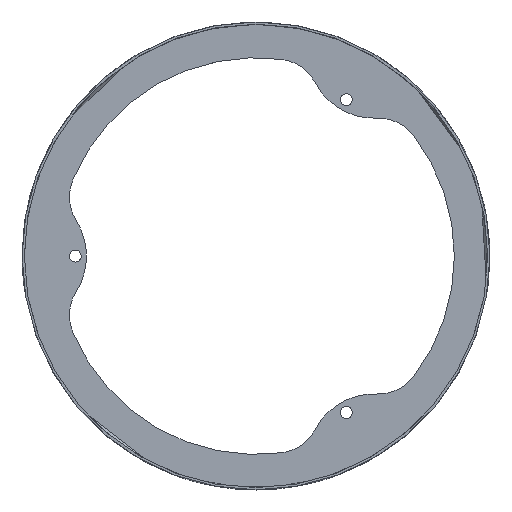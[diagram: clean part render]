
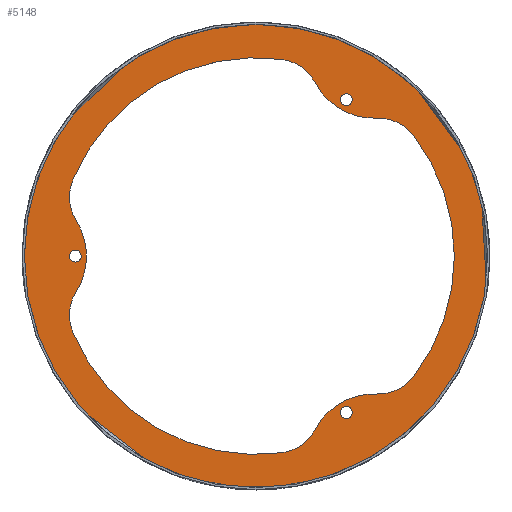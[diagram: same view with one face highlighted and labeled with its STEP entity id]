
A CAD part, top view. The second image highlights one B-rep face of the part: STEP entity #5148.
In plain terms, the highlighted planar face has unit normal (0, 0, 1).
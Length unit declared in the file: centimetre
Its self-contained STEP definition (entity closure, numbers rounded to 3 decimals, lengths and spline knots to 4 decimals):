
#142=FACE_BOUND('',#735,.T.);
#143=FACE_BOUND('',#736,.T.);
#144=FACE_BOUND('',#737,.T.);
#145=FACE_BOUND('',#738,.T.);
#390=FACE_OUTER_BOUND('',#734,.T.);
#734=EDGE_LOOP('',(#4652));
#735=EDGE_LOOP('',(#4653));
#736=EDGE_LOOP('',(#4654,#4655,#4656,#4657,#4658,#4659,#4660,#4661,#4662,
#4663,#4664,#4665));
#737=EDGE_LOOP('',(#4666));
#738=EDGE_LOOP('',(#4667));
#988=CIRCLE('',#5622,4.);
#990=CIRCLE('',#5625,4.);
#993=CIRCLE('',#5629,30.);
#995=CIRCLE('',#5632,45.);
#997=CIRCLE('',#5635,30.);
#999=CIRCLE('',#5638,134.);
#1001=CIRCLE('',#5641,30.);
#1003=CIRCLE('',#5644,45.);
#1005=CIRCLE('',#5647,30.);
#1007=CIRCLE('',#5650,134.);
#1009=CIRCLE('',#5653,30.);
#1011=CIRCLE('',#5656,45.);
#1013=CIRCLE('',#5659,30.);
#1015=CIRCLE('',#5662,134.);
#1016=CIRCLE('',#5664,4.);
#1018=CIRCLE('',#5667,156.5);
#2420=VERTEX_POINT('',#8569);
#2422=VERTEX_POINT('',#8575);
#2426=VERTEX_POINT('',#8584);
#2427=VERTEX_POINT('',#8586);
#2429=VERTEX_POINT('',#8592);
#2431=VERTEX_POINT('',#8598);
#2433=VERTEX_POINT('',#8604);
#2435=VERTEX_POINT('',#8610);
#2437=VERTEX_POINT('',#8616);
#2439=VERTEX_POINT('',#8622);
#2441=VERTEX_POINT('',#8628);
#2443=VERTEX_POINT('',#8634);
#2445=VERTEX_POINT('',#8640);
#2447=VERTEX_POINT('',#8646);
#2448=VERTEX_POINT('',#8653);
#2450=VERTEX_POINT('',#8659);
#3148=EDGE_CURVE('',#2420,#2420,#988,.T.);
#3151=EDGE_CURVE('',#2422,#2422,#990,.T.);
#3156=EDGE_CURVE('',#2427,#2426,#993,.T.);
#3159=EDGE_CURVE('',#2429,#2427,#995,.T.);
#3162=EDGE_CURVE('',#2431,#2429,#997,.T.);
#3165=EDGE_CURVE('',#2433,#2431,#999,.T.);
#3168=EDGE_CURVE('',#2435,#2433,#1001,.T.);
#3171=EDGE_CURVE('',#2437,#2435,#1003,.T.);
#3174=EDGE_CURVE('',#2439,#2437,#1005,.T.);
#3177=EDGE_CURVE('',#2441,#2439,#1007,.T.);
#3180=EDGE_CURVE('',#2443,#2441,#1009,.T.);
#3183=EDGE_CURVE('',#2445,#2443,#1011,.T.);
#3186=EDGE_CURVE('',#2447,#2445,#1013,.T.);
#3189=EDGE_CURVE('',#2426,#2447,#1015,.T.);
#3190=EDGE_CURVE('',#2448,#2448,#1016,.T.);
#3193=EDGE_CURVE('',#2450,#2450,#1018,.T.);
#4652=ORIENTED_EDGE('',*,*,#3193,.T.);
#4653=ORIENTED_EDGE('',*,*,#3190,.T.);
#4654=ORIENTED_EDGE('',*,*,#3189,.T.);
#4655=ORIENTED_EDGE('',*,*,#3186,.T.);
#4656=ORIENTED_EDGE('',*,*,#3183,.T.);
#4657=ORIENTED_EDGE('',*,*,#3180,.T.);
#4658=ORIENTED_EDGE('',*,*,#3177,.T.);
#4659=ORIENTED_EDGE('',*,*,#3174,.T.);
#4660=ORIENTED_EDGE('',*,*,#3171,.T.);
#4661=ORIENTED_EDGE('',*,*,#3168,.T.);
#4662=ORIENTED_EDGE('',*,*,#3165,.T.);
#4663=ORIENTED_EDGE('',*,*,#3162,.T.);
#4664=ORIENTED_EDGE('',*,*,#3159,.T.);
#4665=ORIENTED_EDGE('',*,*,#3156,.T.);
#4666=ORIENTED_EDGE('',*,*,#3151,.T.);
#4667=ORIENTED_EDGE('',*,*,#3148,.T.);
#4906=PLANE('',#5669);
#5148=ADVANCED_FACE('',(#390,#142,#143,#144,#145),#4906,.T.);
#5622=AXIS2_PLACEMENT_3D('',#8570,#7065,#7066);
#5625=AXIS2_PLACEMENT_3D('',#8576,#7072,#7073);
#5629=AXIS2_PLACEMENT_3D('',#8587,#7082,#7083);
#5632=AXIS2_PLACEMENT_3D('',#8593,#7089,#7090);
#5635=AXIS2_PLACEMENT_3D('',#8599,#7096,#7097);
#5638=AXIS2_PLACEMENT_3D('',#8605,#7103,#7104);
#5641=AXIS2_PLACEMENT_3D('',#8611,#7110,#7111);
#5644=AXIS2_PLACEMENT_3D('',#8617,#7117,#7118);
#5647=AXIS2_PLACEMENT_3D('',#8623,#7124,#7125);
#5650=AXIS2_PLACEMENT_3D('',#8629,#7131,#7132);
#5653=AXIS2_PLACEMENT_3D('',#8635,#7138,#7139);
#5656=AXIS2_PLACEMENT_3D('',#8641,#7145,#7146);
#5659=AXIS2_PLACEMENT_3D('',#8647,#7152,#7153);
#5662=AXIS2_PLACEMENT_3D('',#8651,#7159,#7160);
#5664=AXIS2_PLACEMENT_3D('',#8654,#7163,#7164);
#5667=AXIS2_PLACEMENT_3D('',#8660,#7170,#7171);
#5669=AXIS2_PLACEMENT_3D('',#8664,#7175,#7176);
#7065=DIRECTION('center_axis',(0.,0.,-1.));
#7066=DIRECTION('ref_axis',(1.,0.,0.));
#7072=DIRECTION('center_axis',(0.,0.,-1.));
#7073=DIRECTION('ref_axis',(-1.,0.,0.));
#7082=DIRECTION('center_axis',(0.,0.,-1.));
#7083=DIRECTION('ref_axis',(-0.038,0.999,0.));
#7089=DIRECTION('center_axis',(0.,0.,1.));
#7090=DIRECTION('ref_axis',(-0.884,-0.467,0.));
#7096=DIRECTION('center_axis',(0.,0.,-1.));
#7097=DIRECTION('ref_axis',(0.129,0.992,0.));
#7103=DIRECTION('center_axis',(0.,0.,-1.));
#7104=DIRECTION('ref_axis',(-0.923,0.384,0.));
#7110=DIRECTION('center_axis',(0.,0.,-1.));
#7111=DIRECTION('ref_axis',(-0.846,-0.533,0.));
#7117=DIRECTION('center_axis',(0.,0.,1.));
#7118=DIRECTION('ref_axis',(0.846,-0.533,0.));
#7124=DIRECTION('center_axis',(0.,0.,-1.));
#7125=DIRECTION('ref_axis',(-0.923,-0.384,0.));
#7131=DIRECTION('center_axis',(0.,0.,-1.));
#7132=DIRECTION('ref_axis',(0.129,-0.992,0.));
#7138=DIRECTION('center_axis',(0.,0.,-1.));
#7139=DIRECTION('ref_axis',(0.884,-0.467,0.));
#7145=DIRECTION('center_axis',(0.,0.,1.));
#7146=DIRECTION('ref_axis',(0.038,0.999,0.));
#7152=DIRECTION('center_axis',(0.,0.,-1.));
#7153=DIRECTION('ref_axis',(0.794,-0.608,0.));
#7159=DIRECTION('center_axis',(0.,0.,-1.));
#7160=DIRECTION('ref_axis',(0.794,0.608,0.));
#7163=DIRECTION('center_axis',(0.,0.,-1.));
#7164=DIRECTION('ref_axis',(1.,0.,0.));
#7170=DIRECTION('center_axis',(0.,0.,1.));
#7171=DIRECTION('ref_axis',(1.,0.,0.));
#7175=DIRECTION('center_axis',(0.,0.,1.));
#7176=DIRECTION('ref_axis',(1.,0.,0.));
#8569=CARTESIAN_POINT('',(891.3317,485.3126,0.));
#8570=CARTESIAN_POINT('Origin',(895.3317,485.3126,0.));
#8575=CARTESIAN_POINT('',(1082.3317,590.9677,0.));
#8576=CARTESIAN_POINT('Origin',(1078.3317,590.9677,0.));
#8584=CARTESIAN_POINT('',(1123.7652,566.7246,0.));
#8586=CARTESIAN_POINT('',(1098.7948,578.4763,0.));
#8587=CARTESIAN_POINT('Origin',(1099.9368,548.498,0.));
#8592=CARTESIAN_POINT('',(1057.2823,602.4435,0.));
#8593=CARTESIAN_POINT('Origin',(1097.0817,623.4437,0.));
#8598=CARTESIAN_POINT('',(1034.6198,618.1927,0.));
#8599=CARTESIAN_POINT('Origin',(1030.7494,588.4434,0.));
#8604=CARTESIAN_POINT('',(893.6102,536.7807,0.));
#8605=CARTESIAN_POINT('Origin',(1017.3317,485.3126,0.));
#8610=CARTESIAN_POINT('',(895.9181,509.2799,0.));
#8611=CARTESIAN_POINT('Origin',(921.309,525.258,0.));
#8616=CARTESIAN_POINT('',(895.9181,461.3454,0.));
#8617=CARTESIAN_POINT('Origin',(857.8317,485.3126,0.));
#8622=CARTESIAN_POINT('',(893.6102,433.8445,0.));
#8623=CARTESIAN_POINT('Origin',(921.309,445.3672,0.));
#8628=CARTESIAN_POINT('',(1034.6198,352.4325,0.));
#8629=CARTESIAN_POINT('Origin',(1017.3317,485.3126,0.));
#8634=CARTESIAN_POINT('',(1057.2823,368.1817,0.));
#8635=CARTESIAN_POINT('Origin',(1030.7494,382.1818,0.));
#8640=CARTESIAN_POINT('',(1098.7948,392.1489,0.));
#8641=CARTESIAN_POINT('Origin',(1097.0817,347.1816,0.));
#8646=CARTESIAN_POINT('',(1123.7652,403.9006,0.));
#8647=CARTESIAN_POINT('Origin',(1099.9368,422.1272,0.));
#8651=CARTESIAN_POINT('Origin',(1017.3317,485.3126,0.));
#8653=CARTESIAN_POINT('',(1074.3317,379.6575,0.));
#8654=CARTESIAN_POINT('Origin',(1078.3317,379.6575,0.));
#8659=CARTESIAN_POINT('',(1173.8317,485.3126,0.));
#8660=CARTESIAN_POINT('Origin',(1017.3317,485.3126,0.));
#8664=CARTESIAN_POINT('Origin',(1017.3317,485.3126,0.));
